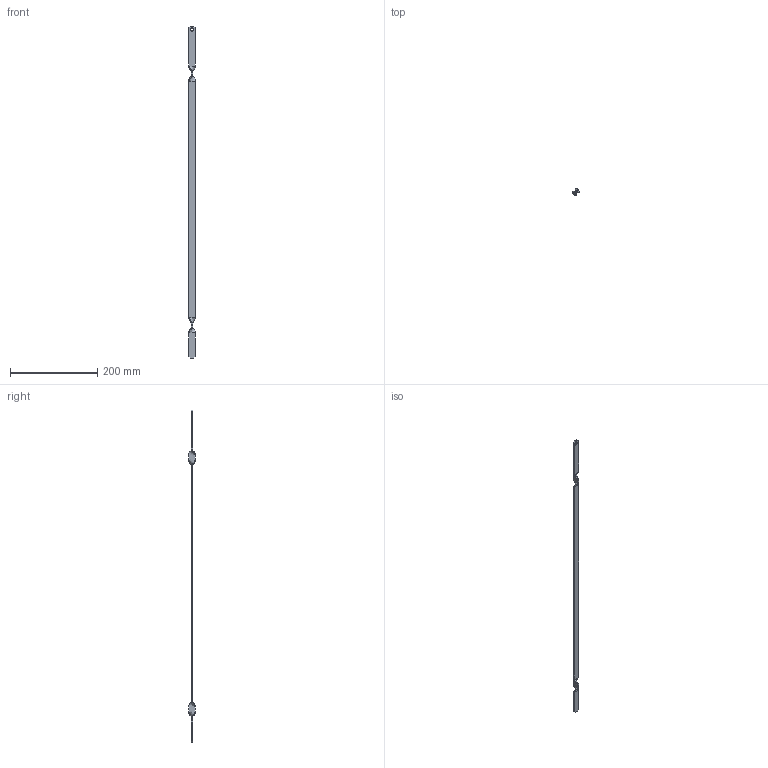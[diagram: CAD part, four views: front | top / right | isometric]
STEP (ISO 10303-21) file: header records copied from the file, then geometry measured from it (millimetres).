
FILE_DESCRIPTION((''),'2;1');
FILE_NAME('','2006-10-31T07:58:29',(''),(''),'','CADfix','');
FILE_SCHEMA(('AUTOMOTIVE_DESIGN'));
Length unit declared in the file: millimetre
Products named in the file (1): rod
Bounding box: 14.18 x 14.17 x 759 mm (x, y, z)
Volume: 31692.3 mm3; surface area: 26010.4 mm2
Topology: 1 solids, 1 shells, 34 faces, 80 edges, 48 vertices
Faces by surface type: bspline 34
Entity records: 1295 total; most frequent: CARTESIAN_POINT 771, ORIENTED_EDGE 160, EDGE_CURVE 80, QUASI_UNIFORM_CURVE 68, VERTEX_POINT 48, EDGE_LOOP 36, FACE_OUTER_BOUND 34, ADVANCED_FACE 34
